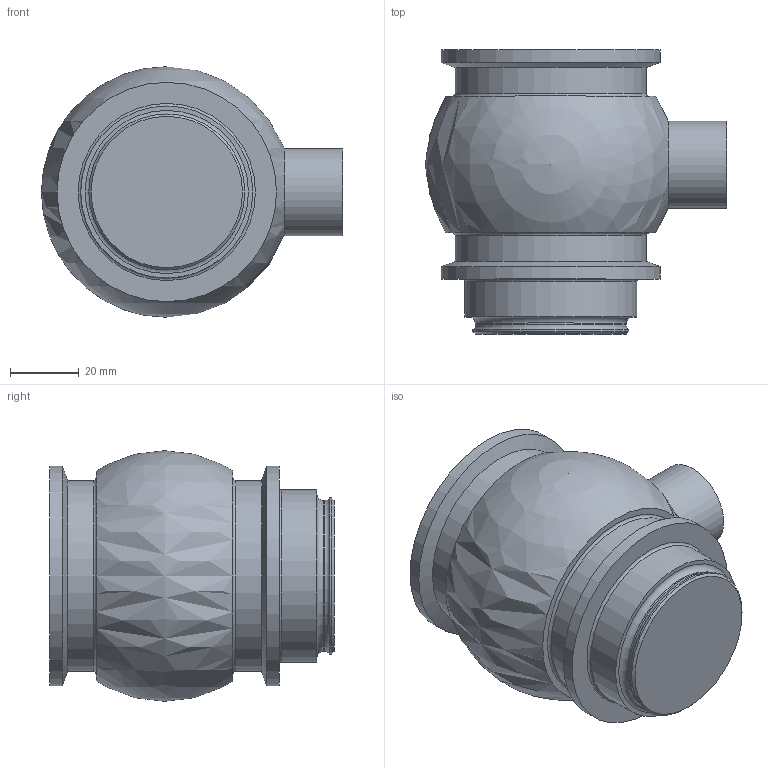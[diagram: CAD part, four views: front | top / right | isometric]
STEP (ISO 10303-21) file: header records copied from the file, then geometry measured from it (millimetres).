
FILE_DESCRIPTION(/* description */ (''),/* implementation_level */ '2;1');
FILE_NAME(/* name */ '102144.stp',/* time_stamp */ '2021-03-12T10:38:54-06:00',/* author */ ('FA67NH'),/* organization */ (''),/* preprocessor_version */ 'ST-DEVELOPER v18.1',/* originating_system */ 'Autodesk Inventor 2020',/* authorisation */ '');
FILE_SCHEMA (('AUTOMOTIVE_DESIGN { 1 0 10303 214 3 1 1 }'));
Length unit declared in the file: inch
Products named in the file (1): 102144 1037
Bounding box: 87.68 x 82.75 x 73 mm (x, y, z)
Volume: 260018 mm3; surface area: 26145.2 mm2
Topology: 1 solids, 1 shells, 24 faces, 67 edges, 50 vertices
Faces by surface type: cylinder 8, plane 7, torus 5, cone 3, sphere 1
Full cylindrical faces by diameter (mm): 25.4 x1, 43.967 x1, 45.441 x1, 50.089 x1, 55.677 x2, 63.881 x2
Entity records: 866 total; most frequent: DIRECTION 169, CARTESIAN_POINT 140, ORIENTED_EDGE 130, AXIS2_PLACEMENT_3D 79, EDGE_CURVE 65, CIRCLE 54, VERTEX_POINT 50, EDGE_LOOP 31
